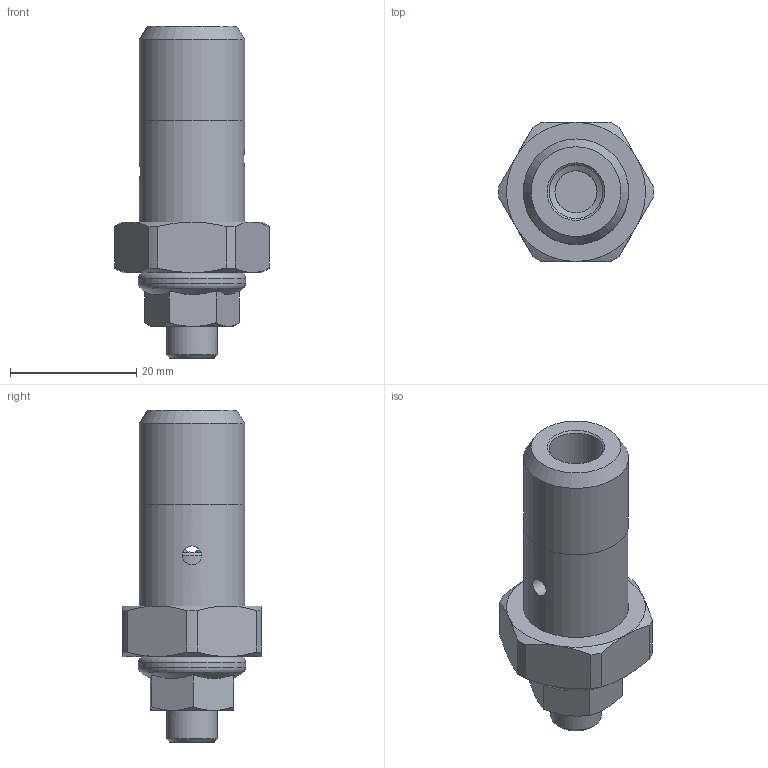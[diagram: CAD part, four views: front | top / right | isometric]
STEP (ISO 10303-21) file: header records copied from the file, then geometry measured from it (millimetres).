
FILE_DESCRIPTION(/* description */ ('Unknown'),/* implementation_level */ '2;1');
FILE_NAME(/* name */ 'R1361',/* time_stamp */ '2020-01-07T16:53:02+01:00',/* author */ ('Unknown'),/* organization */ ('Unknown'),/* preprocessor_version */ 'ST-DEVELOPER v16.7',/* originating_system */ 'DEX',/* authorisation */ $);
FILE_SCHEMA (('AUTOMOTIVE_DESIGN {1 0 10303 214 3 1 1}'));
Length unit declared in the file: millimetre
Products named in the file (1): R1361
Bounding box: 24.49 x 22 x 52.5 mm (x, y, z)
Volume: 10419.4 mm3; surface area: 4223.5 mm2
Topology: 1 solids, 1 shells, 74 faces, 182 edges, 111 vertices
Faces by surface type: plane 30, cone 26, cylinder 16, torus 2
Full cylindrical faces by diameter (mm): 3 x2, 4.75 x1, 6.647 x1, 8 x1, 8.5 x1, 16.662 x2, 17 x1
Entity records: 4232 total; most frequent: CARTESIAN_POINT 2169, DIRECTION 302, ORIENTED_EDGE 300, EDGE_CURVE 150, AXIS2_PLACEMENT_3D 132, VERTEX_POINT 99, FACE_BOUND 99, EDGE_LOOP 98
